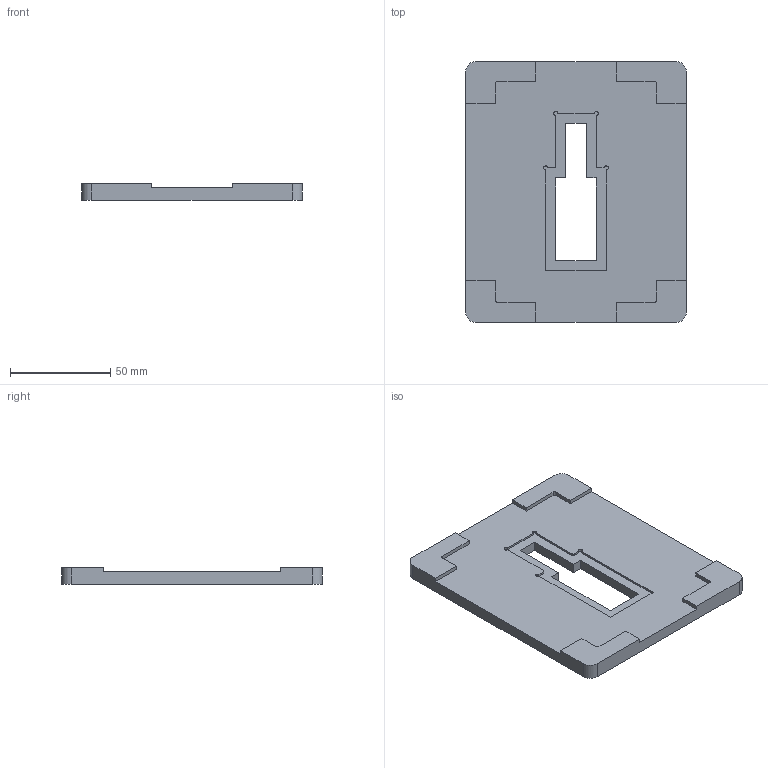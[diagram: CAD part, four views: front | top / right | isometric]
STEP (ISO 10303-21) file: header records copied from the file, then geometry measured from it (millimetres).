
FILE_DESCRIPTION(('FreeCAD Model'),'2;1');
FILE_NAME('Open CASCADE Shape Model','2025-11-02T11:02:02',(''),(''), 'Open CASCADE STEP processor 7.9','FreeCAD','Unknown');
FILE_SCHEMA(('AUTOMOTIVE_DESIGN { 1 0 10303 214 1 1 1 1 }'));
Length unit declared in the file: millimetre
Products named in the file (1): Body
Bounding box: 110 x 130 x 8 mm (x, y, z)
Volume: 82008.3 mm3; surface area: 31147.1 mm2
Topology: 1 solids, 1 shells, 57 faces, 162 edges, 108 vertices
Faces by surface type: plane 43, cylinder 14
Entity records: 1870 total; most frequent: CARTESIAN_POINT 328, ORIENTED_EDGE 324, DIRECTION 306, EDGE_CURVE 162, LINE 134, VECTOR 134, VERTEX_POINT 108, AXIS2_PLACEMENT_3D 86
